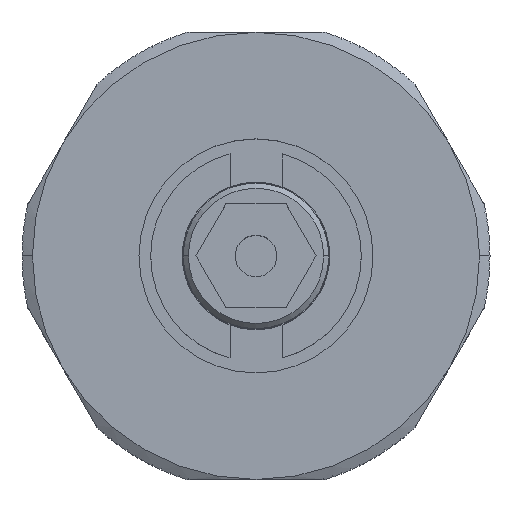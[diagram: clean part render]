
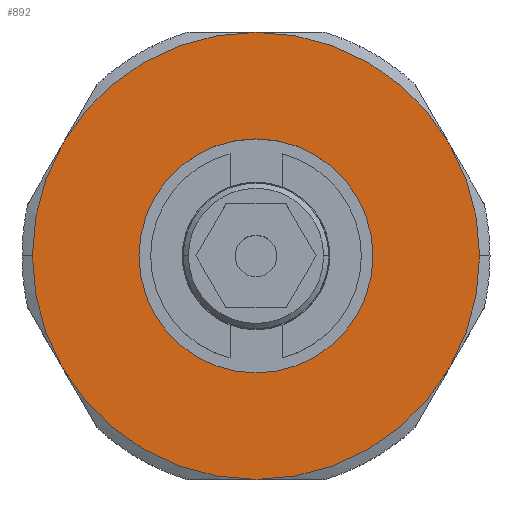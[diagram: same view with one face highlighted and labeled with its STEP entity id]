
A CAD part, top view. The second image highlights one B-rep face of the part: STEP entity #892.
In plain terms, the highlighted planar face has unit normal (0, 0, 1).
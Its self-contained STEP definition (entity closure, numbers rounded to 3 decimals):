
#892=ADVANCED_FACE('',(#1796,#1797),#1798,.T.);
#1796=FACE_BOUND('',#2707,.T.);
#1797=FACE_OUTER_BOUND('',#2708,.T.);
#1798=PLANE('',#2709);
#2707=EDGE_LOOP('',(#5510,#5511));
#2708=EDGE_LOOP('',(#5512,#5513,#5514,#5515,#5516,#5517,#5518,#5519));
#2709=AXIS2_PLACEMENT_3D('',#5520,#5521,#5522);
#5510=ORIENTED_EDGE('',*,*,#5761,.T.);
#5511=ORIENTED_EDGE('',*,*,#5870,.T.);
#5512=ORIENTED_EDGE('',*,*,#6123,.T.);
#5513=ORIENTED_EDGE('',*,*,#5732,.T.);
#5514=ORIENTED_EDGE('',*,*,#6004,.T.);
#5515=ORIENTED_EDGE('',*,*,#6711,.T.);
#5516=ORIENTED_EDGE('',*,*,#5663,.T.);
#5517=ORIENTED_EDGE('',*,*,#6563,.T.);
#5518=ORIENTED_EDGE('',*,*,#6436,.T.);
#5519=ORIENTED_EDGE('',*,*,#6279,.T.);
#5520=CARTESIAN_POINT('',(10.75,0.,58.6));
#5521=DIRECTION('',(-0.0,0.,1.0));
#5522=DIRECTION('',(1.0,0.0,0.0));
#5663=EDGE_CURVE('',#6830,#6827,#6831,.T.);
#5732=EDGE_CURVE('',#6921,#6961,#6963,.T.);
#5761=EDGE_CURVE('',#7016,#7013,#7017,.T.);
#5870=EDGE_CURVE('',#7013,#7016,#7175,.T.);
#6004=EDGE_CURVE('',#6961,#7378,#7380,.T.);
#6123=EDGE_CURVE('',#7538,#6921,#7539,.T.);
#6279=EDGE_CURVE('',#7772,#7538,#7773,.T.);
#6436=EDGE_CURVE('',#8007,#7772,#8008,.T.);
#6563=EDGE_CURVE('',#6827,#8007,#8180,.T.);
#6711=EDGE_CURVE('',#7378,#6830,#8397,.T.);
#6827=VERTEX_POINT('',#8698);
#6830=VERTEX_POINT('',#8702);
#6831=CIRCLE('',#8703,21.5);
#6921=VERTEX_POINT('',#9056);
#6961=VERTEX_POINT('',#9216);
#6963=CIRCLE('',#9229,21.5);
#7013=VERTEX_POINT('',#9412);
#7016=VERTEX_POINT('',#9416);
#7017=CIRCLE('',#9417,11.25);
#7175=CIRCLE('',#9620,11.25);
#7378=VERTEX_POINT('',#10305);
#7380=CIRCLE('',#10318,21.5);
#7538=VERTEX_POINT('',#10773);
#7539=CIRCLE('',#10774,21.5);
#7772=VERTEX_POINT('',#11565);
#7773=CIRCLE('',#11566,21.5);
#8007=VERTEX_POINT('',#12358);
#8008=CIRCLE('',#12359,21.5);
#8180=CIRCLE('',#12886,21.5);
#8397=CIRCLE('',#13603,21.5);
#8698=CARTESIAN_POINT('',(-21.5,0.,58.6));
#8702=CARTESIAN_POINT('',(-18.62,10.75,58.6));
#8703=AXIS2_PLACEMENT_3D('',#13951,#13952,#13953);
#9056=CARTESIAN_POINT('',(21.5,0.,58.6));
#9216=CARTESIAN_POINT('',(18.62,10.75,58.6));
#9229=AXIS2_PLACEMENT_3D('',#14015,#14016,#14017);
#9412=CARTESIAN_POINT('',(11.25,0.,58.6));
#9416=CARTESIAN_POINT('',(-11.25,0.,58.6));
#9417=AXIS2_PLACEMENT_3D('',#14043,#14044,#14045);
#9620=AXIS2_PLACEMENT_3D('',#14187,#14188,#14189);
#10305=CARTESIAN_POINT('',(0.0,21.5,58.6));
#10318=AXIS2_PLACEMENT_3D('',#14281,#14282,#14283);
#10773=CARTESIAN_POINT('',(18.62,-10.75,58.6));
#10774=AXIS2_PLACEMENT_3D('',#14363,#14364,#14365);
#11565=CARTESIAN_POINT('',(0.,-21.5,58.6));
#11566=AXIS2_PLACEMENT_3D('',#14470,#14471,#14472);
#12358=CARTESIAN_POINT('',(-18.62,-10.75,58.6));
#12359=AXIS2_PLACEMENT_3D('',#14580,#14581,#14582);
#12886=AXIS2_PLACEMENT_3D('',#14668,#14669,#14670);
#13603=AXIS2_PLACEMENT_3D('',#14769,#14770,#14771);
#13951=CARTESIAN_POINT('',(0.0,0.,58.6));
#13952=DIRECTION('',(-0.0,0.,1.0));
#13953=DIRECTION('',(1.0,0.0,0.0));
#14015=CARTESIAN_POINT('',(0.0,0.,58.6));
#14016=DIRECTION('',(-0.0,0.,1.0));
#14017=DIRECTION('',(1.0,0.0,0.0));
#14043=CARTESIAN_POINT('',(0.0,0.0,58.6));
#14044=DIRECTION('',(0.0,0.,-1.0));
#14045=DIRECTION('',(1.0,0.0,0.0));
#14187=CARTESIAN_POINT('',(0.0,0.0,58.6));
#14188=DIRECTION('',(0.0,0.,-1.0));
#14189=DIRECTION('',(1.0,0.0,0.0));
#14281=CARTESIAN_POINT('',(0.0,0.,58.6));
#14282=DIRECTION('',(-0.0,0.,1.0));
#14283=DIRECTION('',(1.0,0.0,0.0));
#14363=CARTESIAN_POINT('',(0.0,0.,58.6));
#14364=DIRECTION('',(-0.0,0.,1.0));
#14365=DIRECTION('',(1.0,0.0,0.0));
#14470=CARTESIAN_POINT('',(0.0,0.,58.6));
#14471=DIRECTION('',(-0.0,0.,1.0));
#14472=DIRECTION('',(1.0,0.0,0.0));
#14580=CARTESIAN_POINT('',(0.0,0.,58.6));
#14581=DIRECTION('',(-0.0,0.,1.0));
#14582=DIRECTION('',(1.0,0.0,0.0));
#14668=CARTESIAN_POINT('',(0.0,0.,58.6));
#14669=DIRECTION('',(-0.0,0.,1.0));
#14670=DIRECTION('',(1.0,0.0,0.0));
#14769=CARTESIAN_POINT('',(0.0,0.,58.6));
#14770=DIRECTION('',(-0.0,0.,1.0));
#14771=DIRECTION('',(1.0,0.0,0.0));
